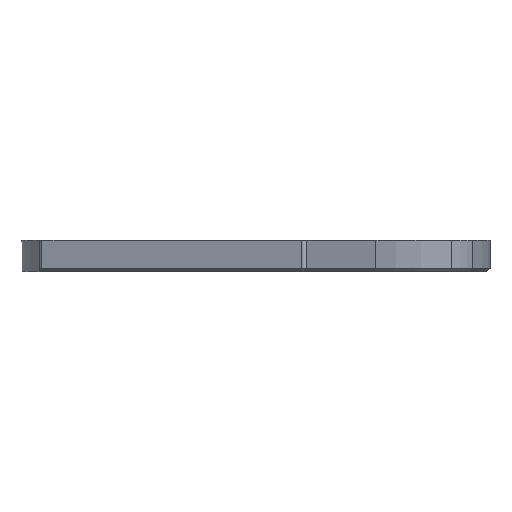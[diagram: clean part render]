
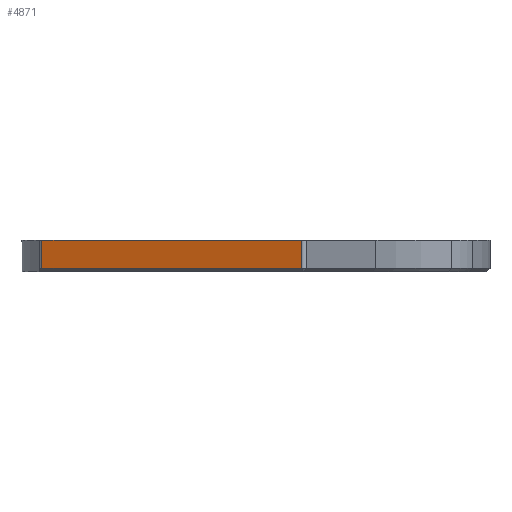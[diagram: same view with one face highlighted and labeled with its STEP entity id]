
A CAD part, left-side view. The second image highlights one B-rep face of the part: STEP entity #4871.
In plain terms, the highlighted planar face has unit normal (-0.94, 0.342, 0).
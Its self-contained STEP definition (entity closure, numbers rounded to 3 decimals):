
#173=PLANE('',#5459);
#420=FACE_OUTER_BOUND('',#766,.T.);
#766=EDGE_LOOP('',(#4002,#4003,#4004,#4005));
#908=LINE('',#7541,#1271);
#985=LINE('',#8010,#1348);
#990=LINE('',#8021,#1353);
#1149=LINE('',#8677,#1512);
#1271=VECTOR('',#5730,10.);
#1348=VECTOR('',#6145,10.);
#1353=VECTOR('',#6156,10.);
#1512=VECTOR('',#6823,10.);
#1967=VERTEX_POINT('',#7538);
#1968=VERTEX_POINT('',#7540);
#2190=VERTEX_POINT('',#8007);
#2194=VERTEX_POINT('',#8019);
#2446=EDGE_CURVE('',#1967,#1968,#908,.T.);
#2682=EDGE_CURVE('',#1967,#2190,#985,.T.);
#2688=EDGE_CURVE('',#2190,#2194,#990,.T.);
#2954=EDGE_CURVE('',#2194,#1968,#1149,.T.);
#4002=ORIENTED_EDGE('',*,*,#2688,.T.);
#4003=ORIENTED_EDGE('',*,*,#2954,.T.);
#4004=ORIENTED_EDGE('',*,*,#2446,.F.);
#4005=ORIENTED_EDGE('',*,*,#2682,.T.);
#4871=ADVANCED_FACE('',(#420),#173,.F.);
#5459=AXIS2_PLACEMENT_3D('',#8678,#6824,#6825);
#5730=DIRECTION('',(-0.342,-0.94,0.));
#6145=DIRECTION('',(0.,0.,-1.));
#6156=DIRECTION('',(-0.342,-0.94,0.));
#6823=DIRECTION('',(0.,0.,1.));
#6824=DIRECTION('center_axis',(0.94,-0.342,0.));
#6825=DIRECTION('ref_axis',(-0.342,-0.94,0.));
#7538=CARTESIAN_POINT('',(42.701,-17.754,12.162));
#7540=CARTESIAN_POINT('',(6.431,-117.403,12.162));
#7541=CARTESIAN_POINT('',(36.467,-34.882,12.162));
#8007=CARTESIAN_POINT('',(42.701,-17.754,1.402));
#8010=CARTESIAN_POINT('',(42.701,-17.754,1.902));
#8019=CARTESIAN_POINT('',(6.431,-117.403,1.402));
#8021=CARTESIAN_POINT('',(36.743,-34.124,1.402));
#8677=CARTESIAN_POINT('',(6.431,-117.403,1.902));
#8678=CARTESIAN_POINT('Origin',(41.266,-21.697,1.902));
